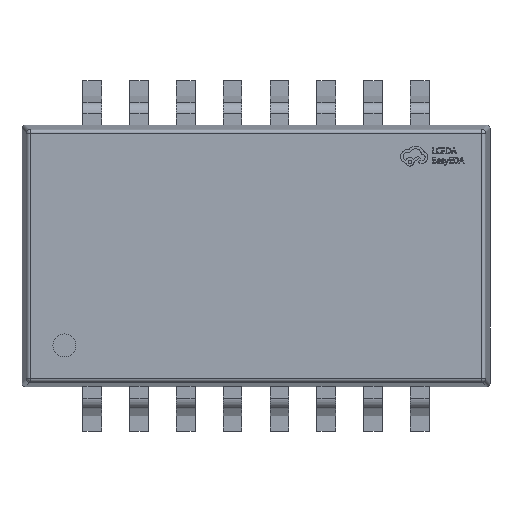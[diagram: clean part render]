
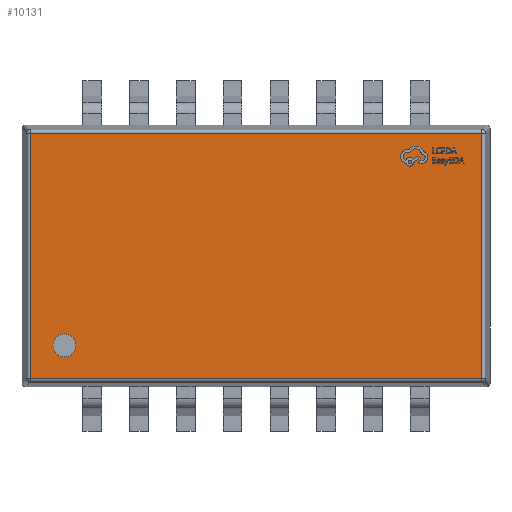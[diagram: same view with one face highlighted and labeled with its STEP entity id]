
A CAD part, top view. The second image highlights one B-rep face of the part: STEP entity #10131.
In plain terms, the highlighted planar face has unit normal (0, 0, 1).
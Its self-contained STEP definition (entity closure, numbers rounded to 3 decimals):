
#258=FACE_BOUND('',#1304,.T.);
#422=PLANE('',#10700);
#758=FACE_OUTER_BOUND('',#1303,.T.);
#1303=EDGE_LOOP('',(#6797,#6798,#6799,#6800));
#1304=EDGE_LOOP('',(#6801));
#2038=LINE('',#14315,#3120);
#2039=LINE('',#14317,#3121);
#2040=LINE('',#14319,#3122);
#2041=LINE('',#14320,#3123);
#3120=VECTOR('',#11568,1000.);
#3121=VECTOR('',#11569,1000.);
#3122=VECTOR('',#11570,1000.);
#3123=VECTOR('',#11571,1000.);
#4011=CIRCLE('',#10688,0.309);
#4153=VERTEX_POINT('',#13748);
#4339=VERTEX_POINT('',#14313);
#4340=VERTEX_POINT('',#14314);
#4341=VERTEX_POINT('',#14316);
#4342=VERTEX_POINT('',#14318);
#5110=EDGE_CURVE('',#4153,#4153,#4011,.T.);
#5316=EDGE_CURVE('',#4339,#4340,#2038,.T.);
#5317=EDGE_CURVE('',#4340,#4341,#2039,.T.);
#5318=EDGE_CURVE('',#4341,#4342,#2040,.T.);
#5319=EDGE_CURVE('',#4342,#4339,#2041,.T.);
#6797=ORIENTED_EDGE('',*,*,#5316,.T.);
#6798=ORIENTED_EDGE('',*,*,#5317,.T.);
#6799=ORIENTED_EDGE('',*,*,#5318,.T.);
#6800=ORIENTED_EDGE('',*,*,#5319,.T.);
#6801=ORIENTED_EDGE('',*,*,#5110,.F.);
#10131=ADVANCED_FACE('',(#758,#258),#422,.T.);
#10688=AXIS2_PLACEMENT_3D('',#13750,#11351,#11352);
#10700=AXIS2_PLACEMENT_3D('',#14312,#11566,#11567);
#11351=DIRECTION('center_axis',(0.,0.,1.));
#11352=DIRECTION('ref_axis',(1.,0.,0.));
#11566=DIRECTION('center_axis',(0.,0.,1.));
#11567=DIRECTION('ref_axis',(1.,0.,0.));
#11568=DIRECTION('',(0.,-1.,0.));
#11569=DIRECTION('',(1.,0.,0.));
#11570=DIRECTION('',(0.,1.,0.));
#11571=DIRECTION('',(-1.,0.,0.));
#13748=CARTESIAN_POINT('',(-5.511,-2.43,1.225));
#13750=CARTESIAN_POINT('Origin',(-5.201,-2.43,1.225));
#14312=CARTESIAN_POINT('Origin',(0.,0.,1.225));
#14313=CARTESIAN_POINT('',(-6.131,3.331,1.225));
#14314=CARTESIAN_POINT('',(-6.131,-3.331,1.225));
#14315=CARTESIAN_POINT('',(-6.131,-3.421,1.225));
#14316=CARTESIAN_POINT('',(6.131,-3.331,1.225));
#14317=CARTESIAN_POINT('',(6.221,-3.331,1.225));
#14318=CARTESIAN_POINT('',(6.131,3.331,1.225));
#14319=CARTESIAN_POINT('',(6.131,3.421,1.225));
#14320=CARTESIAN_POINT('',(-6.221,3.331,1.225));
